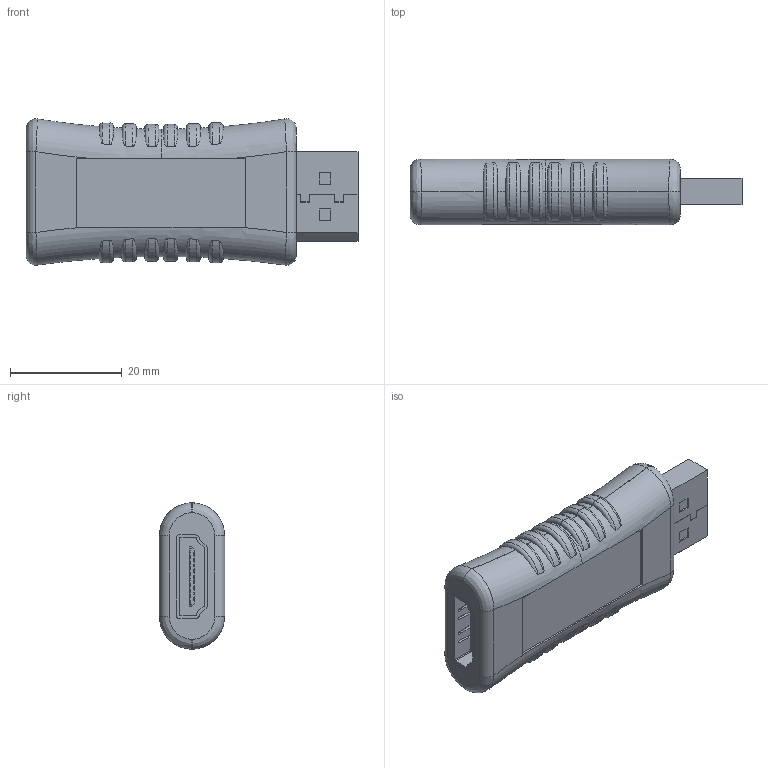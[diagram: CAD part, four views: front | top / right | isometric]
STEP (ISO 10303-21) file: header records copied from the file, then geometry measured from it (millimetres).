
FILE_DESCRIPTION (( 'STEP AP203' ), '1' );
FILE_NAME ('DP-HD-ADPT.STEP', '2011-11-15T15:58:00', ( 'x' ), ( 'Microsoft' ), 'SwSTEP 2.0', 'SolidWorks 2010', '' );
FILE_SCHEMA (( 'CONFIG_CONTROL_DESIGN' ));
Length unit declared in the file: inch
Products named in the file (4): DP-HD-ADPT; 1AH05-004; 3AB19-021_WITH LOGO
Assembly tree (3 placements, depth 2):
  DP-HD-ADPT
    DP-HD-ADPT
    3AB19-021_WITH LOGO
    1AH05-004
Bounding box: 59.39 x 11.68 x 26.19 mm (x, y, z)
Volume: 12111.9 mm3; surface area: 6216.9 mm2
Topology: 3 solids, 3 shells, 725 faces, 1950 edges, 1266 vertices
Faces by surface type: plane 590, cylinder 85, torus 42, bspline 8
Entity records: 26988 total; most frequent: CARTESIAN_POINT 8487, ORIENTED_EDGE 3900, DIRECTION 3488, EDGE_CURVE 1950, LINE 1574, VECTOR 1574, VERTEX_POINT 1266, AXIS2_PLACEMENT_3D 957
